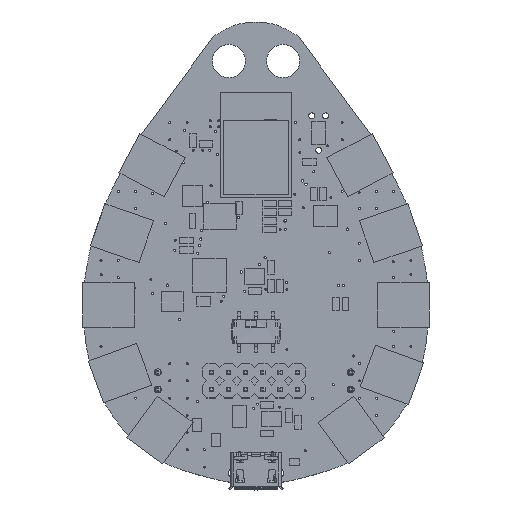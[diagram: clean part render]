
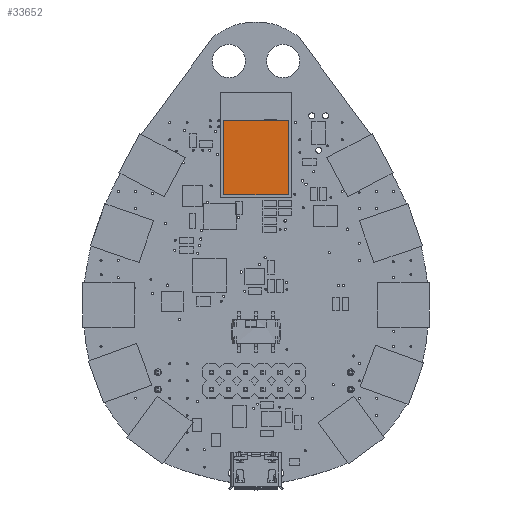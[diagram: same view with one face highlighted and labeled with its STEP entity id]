
A CAD part, top view. The second image highlights one B-rep face of the part: STEP entity #33652.
In plain terms, the highlighted planar face has unit normal (0, 0, 1).
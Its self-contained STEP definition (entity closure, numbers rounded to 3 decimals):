
#1256=PLANE('',#36102);
#2704=FACE_OUTER_BOUND('',#4820,.T.);
#4820=EDGE_LOOP('',(#25510,#25511,#25512,#25513));
#7218=LINE('',#50189,#11050);
#7221=LINE('',#50194,#11053);
#7223=LINE('',#50198,#11055);
#7225=LINE('',#50201,#11057);
#11050=VECTOR('',#40760,10.9);
#11053=VECTOR('',#40765,9.5);
#11055=VECTOR('',#40769,10.9);
#11057=VECTOR('',#40773,9.5);
#15649=VERTEX_POINT('',#50186);
#15650=VERTEX_POINT('',#50188);
#15651=VERTEX_POINT('',#50193);
#15652=VERTEX_POINT('',#50197);
#19227=EDGE_CURVE('',#15650,#15649,#7218,.T.);
#19230=EDGE_CURVE('',#15651,#15650,#7221,.T.);
#19232=EDGE_CURVE('',#15652,#15651,#7223,.T.);
#19234=EDGE_CURVE('',#15649,#15652,#7225,.T.);
#25510=ORIENTED_EDGE('',*,*,#19227,.T.);
#25511=ORIENTED_EDGE('',*,*,#19234,.T.);
#25512=ORIENTED_EDGE('',*,*,#19232,.T.);
#25513=ORIENTED_EDGE('',*,*,#19230,.T.);
#33652=ADVANCED_FACE('',(#2704),#1256,.T.);
#36102=AXIS2_PLACEMENT_3D('',#50202,#40774,#40775);
#40760=DIRECTION('',(0.,-1.,0.));
#40765=DIRECTION('',(-1.,0.,0.));
#40769=DIRECTION('',(0.,1.,0.));
#40773=DIRECTION('',(1.,0.,0.));
#40774=DIRECTION('center_axis',(0.,0.,
1.));
#40775=DIRECTION('ref_axis',(1.,0.,0.));
#50186=CARTESIAN_POINT('',(-4.75,-7.3,2.));
#50188=CARTESIAN_POINT('',(-4.75,3.6,2.));
#50189=CARTESIAN_POINT('',(-4.75,3.6,2.));
#50193=CARTESIAN_POINT('',(4.75,3.6,2.));
#50194=CARTESIAN_POINT('',(4.75,3.6,2.));
#50197=CARTESIAN_POINT('',(4.75,-7.3,2.));
#50198=CARTESIAN_POINT('',(4.75,-7.3,2.));
#50201=CARTESIAN_POINT('',(-4.75,-7.3,2.));
#50202=CARTESIAN_POINT('Origin',(0.,0.,
2.));
